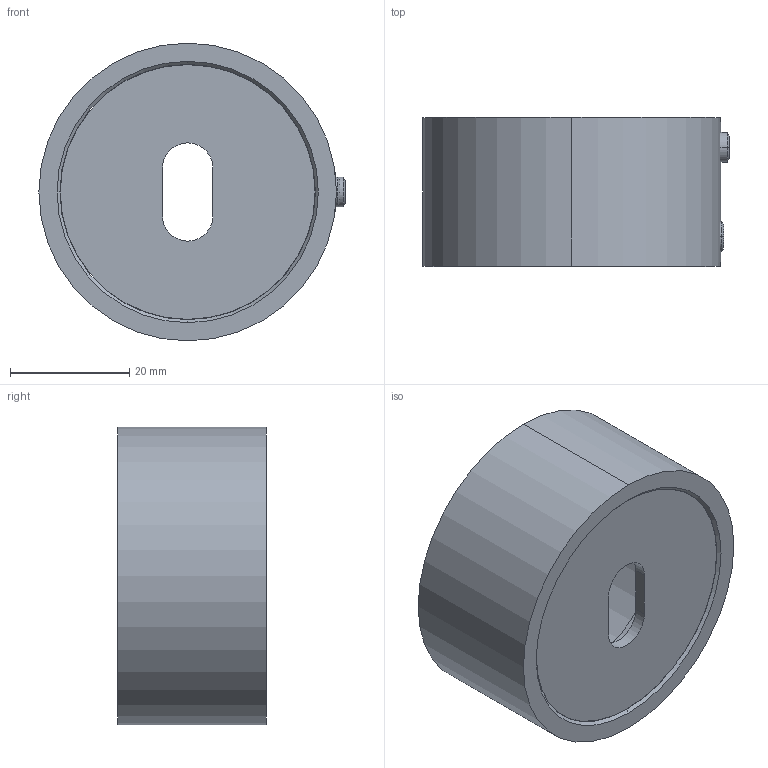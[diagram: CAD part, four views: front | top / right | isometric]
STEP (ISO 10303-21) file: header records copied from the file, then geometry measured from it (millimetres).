
FILE_DESCRIPTION (( 'STEP AP203' ), '1' );
FILE_NAME ('0100000000009846_31_A_0504-242.STEP', '2022-10-26T07:31:36', ( '' ), ( '' ), 'SwSTEP 2.0', 'SolidWorks 2019', '' );
FILE_SCHEMA (( 'CONFIG_CONTROL_DESIGN' ));
Length unit declared in the file: millimetre
Products named in the file (5): DIN 914_SKRUTKA M 5X 5; Skrutka DIN 913_SKRUTKA M 5X 5; 0100000000009846_37_A_0504-242-P1; 0100000000009846_31_A_0504-242; 0100000000009846_38_A_0504-242-P2
Assembly tree (4 placements, depth 2):
  0100000000009846_31_A_0504-242
    0100000000009846_37_A_0504-242-P1
    0100000000009846_38_A_0504-242-P2
    Skrutka DIN 913_SKRUTKA M 5X 5
    DIN 914_SKRUTKA M 5X 5
Bounding box: 51.45 x 25 x 50 mm (x, y, z)
Volume: 19097.6 mm3; surface area: 13535.5 mm2
Topology: 4 solids, 4 shells, 62 faces, 135 edges, 84 vertices
Faces by surface type: plane 25, cylinder 21, cone 16
Entity records: 2426 total; most frequent: CARTESIAN_POINT 508, DIRECTION 313, ORIENTED_EDGE 270, EDGE_CURVE 135, AXIS2_PLACEMENT_3D 117, VERTEX_POINT 84, VECTOR 79, LINE 79
